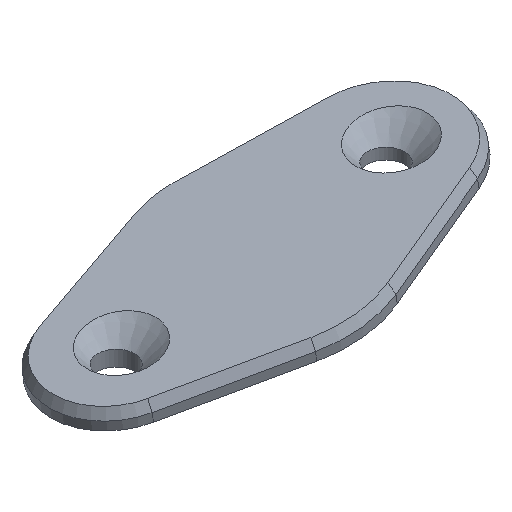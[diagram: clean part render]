
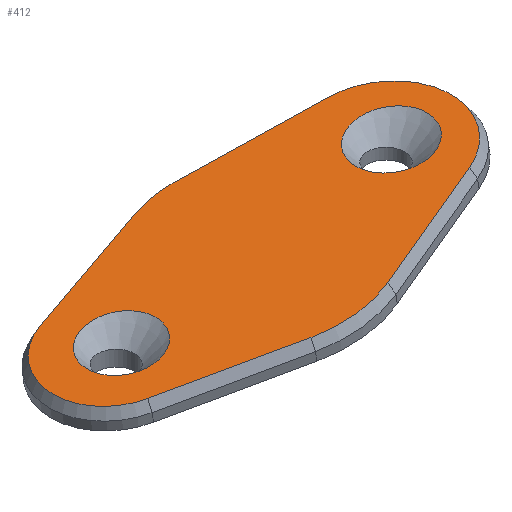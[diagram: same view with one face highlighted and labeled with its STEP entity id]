
A CAD part, isometric view. The second image highlights one B-rep face of the part: STEP entity #412.
In plain terms, the highlighted planar face has unit normal (-0.152, 0, 0.988).
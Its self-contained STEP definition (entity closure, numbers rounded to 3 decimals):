
#31=LINE('',#668,#65);
#36=LINE('',#682,#70);
#40=LINE('',#694,#74);
#44=LINE('',#706,#78);
#65=VECTOR('',#539,10.);
#70=VECTOR('',#552,10.);
#74=VECTOR('',#564,10.);
#78=VECTOR('',#576,10.);
#91=ELLIPSE('',#444,5.83,5.695);
#92=ELLIPSE('',#448,5.616,5.485);
#105=FACE_BOUND('',#153,.T.);
#106=FACE_BOUND('',#154,.T.);
#122=FACE_OUTER_BOUND('',#152,.T.);
#152=EDGE_LOOP('',(#335,#336,#337,#338,#339,#340,#341,#342));
#153=EDGE_LOOP('',(#343));
#154=EDGE_LOOP('',(#344));
#175=CIRCLE('',#460,14.984);
#177=CIRCLE('',#464,11.134);
#179=CIRCLE('',#468,17.984);
#181=CIRCLE('',#472,9.834);
#187=VERTEX_POINT('',#629);
#189=VERTEX_POINT('',#637);
#201=VERTEX_POINT('',#666);
#202=VERTEX_POINT('',#667);
#205=VERTEX_POINT('',#675);
#207=VERTEX_POINT('',#681);
#209=VERTEX_POINT('',#687);
#211=VERTEX_POINT('',#693);
#213=VERTEX_POINT('',#699);
#215=VERTEX_POINT('',#705);
#221=EDGE_CURVE('',#187,#187,#91,.T.);
#225=EDGE_CURVE('',#189,#189,#92,.T.);
#239=EDGE_CURVE('',#201,#202,#31,.T.);
#243=EDGE_CURVE('',#202,#205,#175,.T.);
#246=EDGE_CURVE('',#205,#207,#36,.T.);
#249=EDGE_CURVE('',#207,#209,#177,.T.);
#252=EDGE_CURVE('',#209,#211,#40,.T.);
#255=EDGE_CURVE('',#211,#213,#179,.T.);
#258=EDGE_CURVE('',#213,#215,#44,.T.);
#261=EDGE_CURVE('',#215,#201,#181,.T.);
#335=ORIENTED_EDGE('',*,*,#239,.F.);
#336=ORIENTED_EDGE('',*,*,#261,.F.);
#337=ORIENTED_EDGE('',*,*,#258,.F.);
#338=ORIENTED_EDGE('',*,*,#255,.F.);
#339=ORIENTED_EDGE('',*,*,#252,.F.);
#340=ORIENTED_EDGE('',*,*,#249,.F.);
#341=ORIENTED_EDGE('',*,*,#246,.F.);
#342=ORIENTED_EDGE('',*,*,#243,.F.);
#343=ORIENTED_EDGE('',*,*,#221,.T.);
#344=ORIENTED_EDGE('',*,*,#225,.T.);
#392=PLANE('',#474);
#412=ADVANCED_FACE('',(#122,#105,#106),#392,.T.);
#444=AXIS2_PLACEMENT_3D('',#630,#501,#502);
#448=AXIS2_PLACEMENT_3D('',#638,#511,#512);
#460=AXIS2_PLACEMENT_3D('',#676,#545,#546);
#464=AXIS2_PLACEMENT_3D('',#688,#557,#558);
#468=AXIS2_PLACEMENT_3D('',#700,#569,#570);
#472=AXIS2_PLACEMENT_3D('',#711,#581,#582);
#474=AXIS2_PLACEMENT_3D('',#713,#585,#586);
#501=DIRECTION('center_axis',(0.152,0.,-0.988));
#502=DIRECTION('ref_axis',(-0.988,0.,-0.152));
#511=DIRECTION('center_axis',(0.152,0.,-0.988));
#512=DIRECTION('ref_axis',(-0.988,0.,-0.152));
#539=DIRECTION('',(0.961,0.233,0.148));
#545=DIRECTION('center_axis',(0.152,0.,-0.988));
#546=DIRECTION('ref_axis',(-0.988,0.,-0.152));
#552=DIRECTION('',(0.973,-0.174,0.149));
#557=DIRECTION('center_axis',(0.152,0.,-0.988));
#558=DIRECTION('ref_axis',(-0.988,0.,-0.152));
#564=DIRECTION('',(-0.94,-0.31,-0.144));
#569=DIRECTION('center_axis',(0.152,0.,-0.988));
#570=DIRECTION('ref_axis',(-0.988,0.,-0.152));
#576=DIRECTION('',(-0.919,0.369,-0.141));
#581=DIRECTION('center_axis',(0.152,0.,-0.988));
#582=DIRECTION('ref_axis',(-0.988,0.,-0.152));
#585=DIRECTION('center_axis',(-0.152,0.,0.988));
#586=DIRECTION('ref_axis',(-0.988,0.,-0.152));
#629=CARTESIAN_POINT('',(38.822,0.,13.878));
#630=CARTESIAN_POINT('Origin',(44.585,0.,14.763));
#637=CARTESIAN_POINT('',(-4.699,0.,7.199));
#638=CARTESIAN_POINT('Origin',(0.852,0.,8.051));
#666=CARTESIAN_POINT('',(-2.72,9.563,7.502));
#667=CARTESIAN_POINT('',(17.944,14.572,10.674));
#668=CARTESIAN_POINT('',(17.944,14.572,10.674));
#675=CARTESIAN_POINT('',(23.974,14.755,11.6));
#676=CARTESIAN_POINT('Origin',(21.395,0.,11.204));
#681=CARTESIAN_POINT('',(45.162,10.964,14.852));
#682=CARTESIAN_POINT('',(45.162,10.964,14.852));
#687=CARTESIAN_POINT('',(46.655,-10.586,15.081));
#688=CARTESIAN_POINT('Origin',(43.245,0.,14.557));
#693=CARTESIAN_POINT('',(26.903,-17.099,12.049));
#694=CARTESIAN_POINT('',(26.903,-17.099,12.049));
#699=CARTESIAN_POINT('',(14.841,-16.717,10.198));
#700=CARTESIAN_POINT('Origin',(21.395,0.,11.204));
#705=CARTESIAN_POINT('',(-4.039,-9.141,7.3));
#706=CARTESIAN_POINT('',(-4.039,-9.141,7.3));
#711=CARTESIAN_POINT('Origin',(-0.455,0.,
7.85));
#713=CARTESIAN_POINT('Origin',(22.037,-1.5,11.302));
